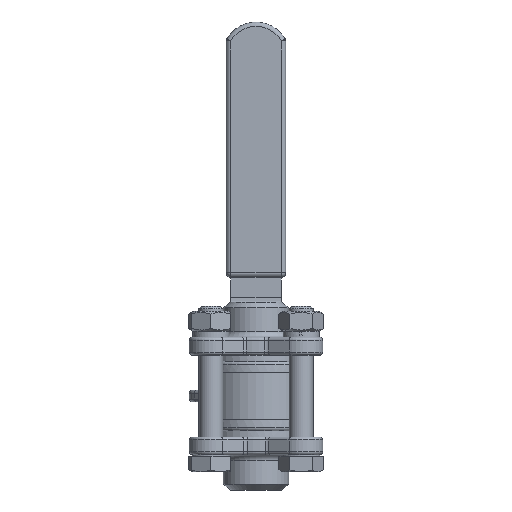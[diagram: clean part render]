
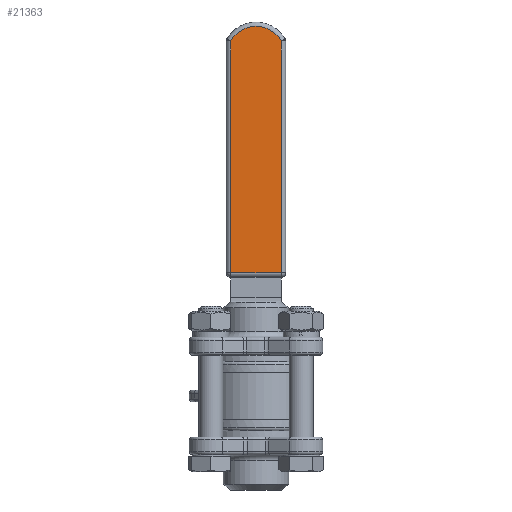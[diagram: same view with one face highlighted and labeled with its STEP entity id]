
A CAD part, front view. The second image highlights one B-rep face of the part: STEP entity #21363.
In plain terms, the highlighted planar face has unit normal (0, -1, 0).
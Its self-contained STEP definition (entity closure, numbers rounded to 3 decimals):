
#1689=PLANE('',#22999);
#2750=FACE_OUTER_BOUND('',#4027,.T.);
#4027=EDGE_LOOP('',(#17537,#17538,#17539,#17540));
#5492=LINE('',#37201,#6986);
#5494=LINE('',#37204,#6988);
#5496=LINE('',#37207,#6990);
#6986=VECTOR('',#27077,10.);
#6988=VECTOR('',#27081,10.);
#6990=VECTOR('',#27085,10.);
#7937=CIRCLE('',#22988,9.833);
#9450=VERTEX_POINT('',#37111);
#9453=VERTEX_POINT('',#37118);
#9456=VERTEX_POINT('',#37125);
#9464=VERTEX_POINT('',#37146);
#12199=EDGE_CURVE('',#9453,#9464,#7937,.T.);
#12201=EDGE_CURVE('',#9464,#9456,#5492,.T.);
#12203=EDGE_CURVE('',#9456,#9450,#5494,.T.);
#12205=EDGE_CURVE('',#9450,#9453,#5496,.T.);
#17537=ORIENTED_EDGE('',*,*,#12199,.F.);
#17538=ORIENTED_EDGE('',*,*,#12205,.F.);
#17539=ORIENTED_EDGE('',*,*,#12203,.F.);
#17540=ORIENTED_EDGE('',*,*,#12201,.F.);
#21363=ADVANCED_FACE('',(#2750),#1689,.F.);
#22988=AXIS2_PLACEMENT_3D('',#37198,#27071,#27072);
#22999=AXIS2_PLACEMENT_3D('',#37598,#27139,#27140);
#27071=DIRECTION('center_axis',(0.,1.,0.));
#27072=DIRECTION('ref_axis',(0.,0.,
1.));
#27077=DIRECTION('',(0.,0.,-1.));
#27081=DIRECTION('',(-1.,0.,0.));
#27085=DIRECTION('',(0.,0.,1.));
#27139=DIRECTION('center_axis',(0.,1.,0.));
#27140=DIRECTION('ref_axis',(0.,0.,
1.));
#37111=CARTESIAN_POINT('',(-8.5,51.,41.5));
#37118=CARTESIAN_POINT('',(-8.5,51.,119.611));
#37125=CARTESIAN_POINT('',(8.5,51.,41.5));
#37146=CARTESIAN_POINT('',(8.5,51.,119.611));
#37198=CARTESIAN_POINT('Origin',(0.,51.,114.667));
#37201=CARTESIAN_POINT('',(8.5,51.,100.018));
#37204=CARTESIAN_POINT('',(5.,51.,41.5));
#37207=CARTESIAN_POINT('',(-8.5,51.,60.018));
#37598=CARTESIAN_POINT('Origin',(0.,51.,80.035));
